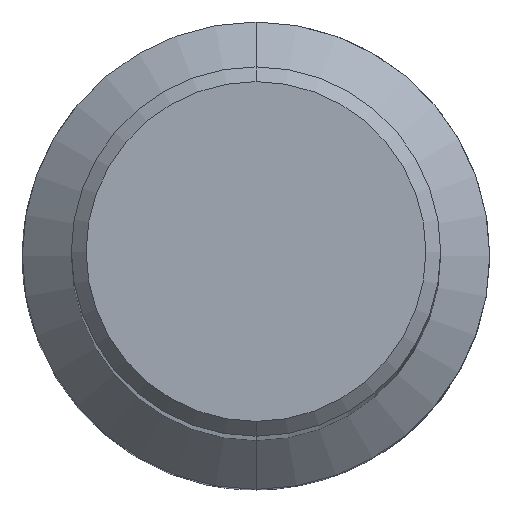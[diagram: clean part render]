
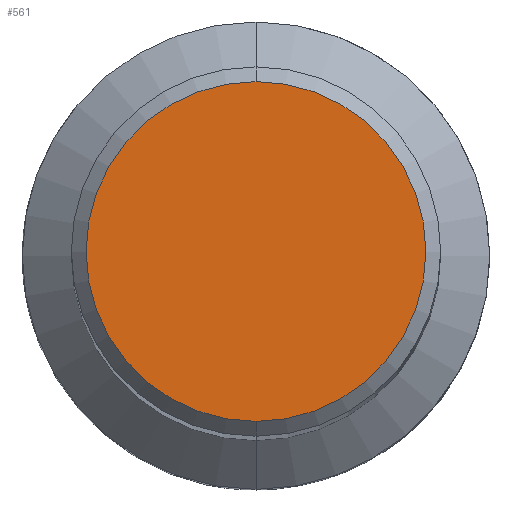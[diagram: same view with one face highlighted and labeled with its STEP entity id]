
A CAD part, top view. The second image highlights one B-rep face of the part: STEP entity #561.
In plain terms, the highlighted planar face has unit normal (0, 0, 1).
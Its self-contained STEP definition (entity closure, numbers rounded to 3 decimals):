
#333=VERTEX_POINT('',#951);
#361=VERTEX_POINT('',#980);
#489=EDGE_CURVE('',#333,#361,#1118,.T.);
#561=ADVANCED_FACE('',(#1196),#1197,.T.);
#577=EDGE_CURVE('',#361,#333,#1216,.T.);
#951=CARTESIAN_POINT('',(0.0,11.5,0.0));
#980=CARTESIAN_POINT('',(0.,-11.5,0.0));
#1118=CIRCLE('',#1935,11.5);
#1196=FACE_OUTER_BOUND('',#2099,.T.);
#1197=PLANE('',#2100);
#1216=CIRCLE('',#2148,11.5);
#1935=AXIS2_PLACEMENT_3D('',#3124,#3125,#3126);
#2099=EDGE_LOOP('',(#3201,#3202));
#2100=AXIS2_PLACEMENT_3D('',#3203,#3204,#3205);
#2148=AXIS2_PLACEMENT_3D('',#3233,#3234,#3235);
#3124=CARTESIAN_POINT('',(0.0,0.0,0.0));
#3125=DIRECTION('',(0.0,0.0,-1.0));
#3126=DIRECTION('',(0.0,1.0,0.0));
#3201=ORIENTED_EDGE('',*,*,#489,.F.);
#3202=ORIENTED_EDGE('',*,*,#577,.F.);
#3203=CARTESIAN_POINT('',(0.0,5.75,0.0));
#3204=DIRECTION('',(-0.0,0.0,1.0));
#3205=DIRECTION('',(0.0,-1.0,0.0));
#3233=CARTESIAN_POINT('',(0.0,0.0,0.0));
#3234=DIRECTION('',(0.0,0.0,-1.0));
#3235=DIRECTION('',(0.0,1.0,0.0));
